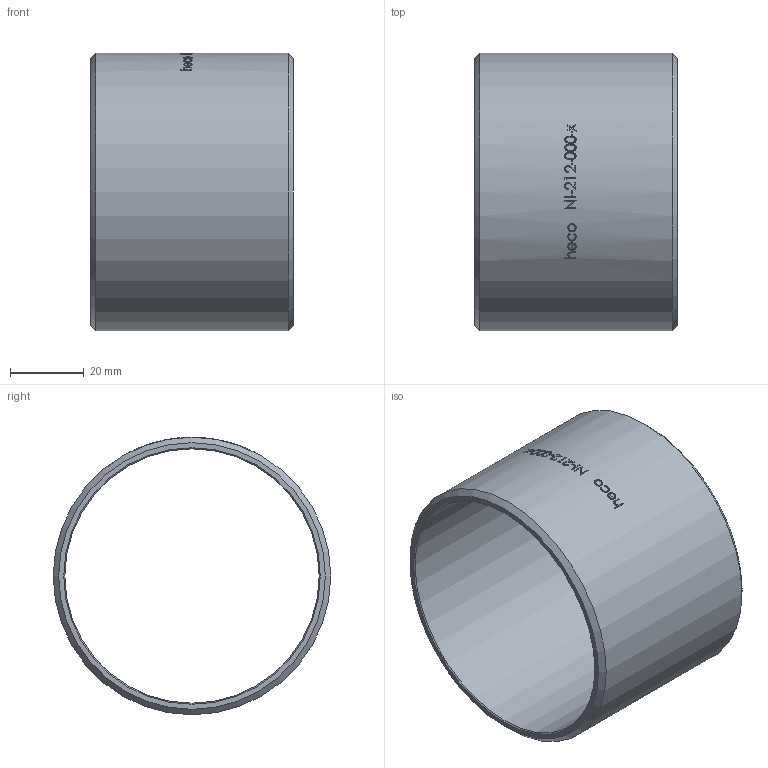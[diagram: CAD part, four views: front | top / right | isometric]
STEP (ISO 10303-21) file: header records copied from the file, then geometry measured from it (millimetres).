
FILE_DESCRIPTION (( 'STEP AP214' ), '1' );
FILE_NAME ('NI-212-000-x Rohrnippel heco 1805.STEP', '2019-11-11T08:55:24', ( '' ), ( '' ), 'SwSTEP 2.0', 'SolidWorks 2016', '' );
FILE_SCHEMA (( 'AUTOMOTIVE_DESIGN' ));
Length unit declared in the file: millimetre
Products named in the file (1): NI-212-000-x Rohrnippel heco 1805
Bounding box: 55 x 75.18 x 75.18 mm (x, y, z)
Volume: 38542.2 mm3; surface area: 25830.7 mm2
Topology: 1 solids, 1 shells, 172 faces, 447 edges, 297 vertices
Faces by surface type: bspline 92, plane 53, cylinder 23, cone 4
Full cylindrical faces by diameter (mm): 68.9 x1, 75.18 x1
Entity records: 19034 total; most frequent: CARTESIAN_POINT 13834, ORIENTED_EDGE 874, EDGE_CURVE 437, DIRECTION 376, VERTEX_POINT 294, B_SPLINE_CURVE_WITH_KNOTS 291, EDGE_LOOP 201, FACE_OUTER_BOUND 174
